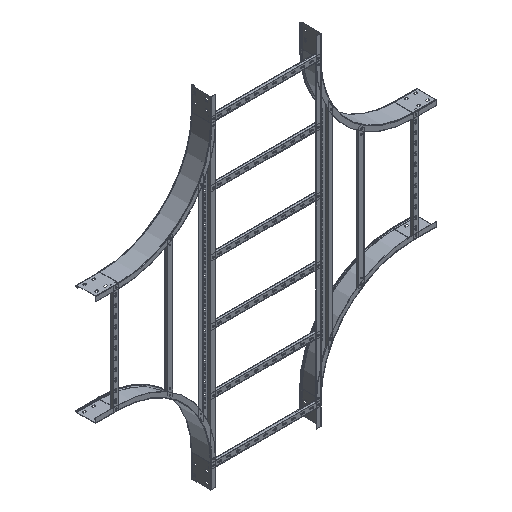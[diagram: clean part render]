
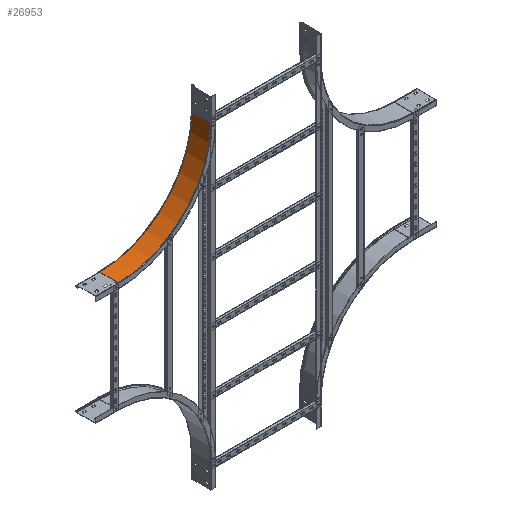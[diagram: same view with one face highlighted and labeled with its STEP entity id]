
A CAD part, isometric view. The second image highlights one B-rep face of the part: STEP entity #26953.
In plain terms, the highlighted cylindrical face has radius 500 mm (diameter 1000 mm), a partial arc.
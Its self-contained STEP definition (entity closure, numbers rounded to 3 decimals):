
#192 = ORIENTED_EDGE ( 'NONE', *, *, #7720, .F. ) ;
#247 = DIRECTION ( 'NONE',  ( 0., -1., 0. ) ) ;
#1228 = CYLINDRICAL_SURFACE ( 'NONE', #25788, 500. ) ;
#2065 = ORIENTED_EDGE ( 'NONE', *, *, #27258, .F. ) ;
#4790 = VERTEX_POINT ( 'NONE', #24656 ) ;
#5236 = AXIS2_PLACEMENT_3D ( 'NONE', #5725, #27235, #20890 ) ;
#5725 = CARTESIAN_POINT ( 'NONE',  ( 500., 104., 0. ) ) ;
#7015 = CARTESIAN_POINT ( 'NONE',  ( 146.447, 2.5, 353.553 ) ) ;
#7720 = EDGE_CURVE ( 'NONE', #4790, #32885, #21065, .T. ) ;
#8757 = AXIS2_PLACEMENT_3D ( 'NONE', #24684, #247, #18464 ) ;
#11648 = LINE ( 'NONE', #28090, #27097 ) ;
#12106 = DIRECTION ( 'NONE',  ( 0., -1., 0. ) ) ;
#15808 = DIRECTION ( 'NONE',  ( 0., 1., 0. ) ) ;
#16996 = LINE ( 'NONE', #7015, #23295 ) ;
#17155 = EDGE_CURVE ( 'NONE', #32981, #31922, #22279, .T. ) ;
#18009 = FACE_OUTER_BOUND ( 'NONE', #26863, .T. ) ;
#18464 = DIRECTION ( 'NONE',  ( -0.707, 0., 0.707 ) ) ;
#20719 = DIRECTION ( 'NONE',  ( 0., 0., -1. ) ) ;
#20890 = DIRECTION ( 'NONE',  ( -0.707, 0., 0.707 ) ) ;
#21065 = CIRCLE ( 'NONE', #5236, 500. ) ;
#22279 = CIRCLE ( 'NONE', #8757, 500. ) ;
#23295 = VECTOR ( 'NONE', #28551, 1000. ) ;
#24276 = ORIENTED_EDGE ( 'NONE', *, *, #17155, .T. ) ;
#24656 = CARTESIAN_POINT ( 'NONE',  ( 146.447, 104., 353.553 ) ) ;
#24684 = CARTESIAN_POINT ( 'NONE',  ( 500., 2.5, 0. ) ) ;
#25788 = AXIS2_PLACEMENT_3D ( 'NONE', #30070, #12106, #20719 ) ;
#26217 = CARTESIAN_POINT ( 'NONE',  ( 146.447, 104., -353.553 ) ) ;
#26863 = EDGE_LOOP ( 'NONE', ( #192, #2065, #24276, #35825 ) ) ;
#26953 = ADVANCED_FACE ( 'NONE', ( #18009 ), #1228, .F. ) ;
#27097 = VECTOR ( 'NONE', #15808, 1000. ) ;
#27235 = DIRECTION ( 'NONE',  ( 0., -1., 0. ) ) ;
#27258 = EDGE_CURVE ( 'NONE', #32981, #4790, #16996, .T. ) ;
#27766 = EDGE_CURVE ( 'NONE', #31922, #32885, #11648, .T. ) ;
#28090 = CARTESIAN_POINT ( 'NONE',  ( 146.447, 2.5, -353.553 ) ) ;
#28551 = DIRECTION ( 'NONE',  ( 0., 1., 0. ) ) ;
#30070 = CARTESIAN_POINT ( 'NONE',  ( 500., 0., 0. ) ) ;
#31922 = VERTEX_POINT ( 'NONE', #37114 ) ;
#32885 = VERTEX_POINT ( 'NONE', #26217 ) ;
#32981 = VERTEX_POINT ( 'NONE', #33133 ) ;
#33133 = CARTESIAN_POINT ( 'NONE',  ( 146.447, 2.5, 353.553 ) ) ;
#35825 = ORIENTED_EDGE ( 'NONE', *, *, #27766, .T. ) ;
#37114 = CARTESIAN_POINT ( 'NONE',  ( 146.447, 2.5, -353.553 ) ) ;
